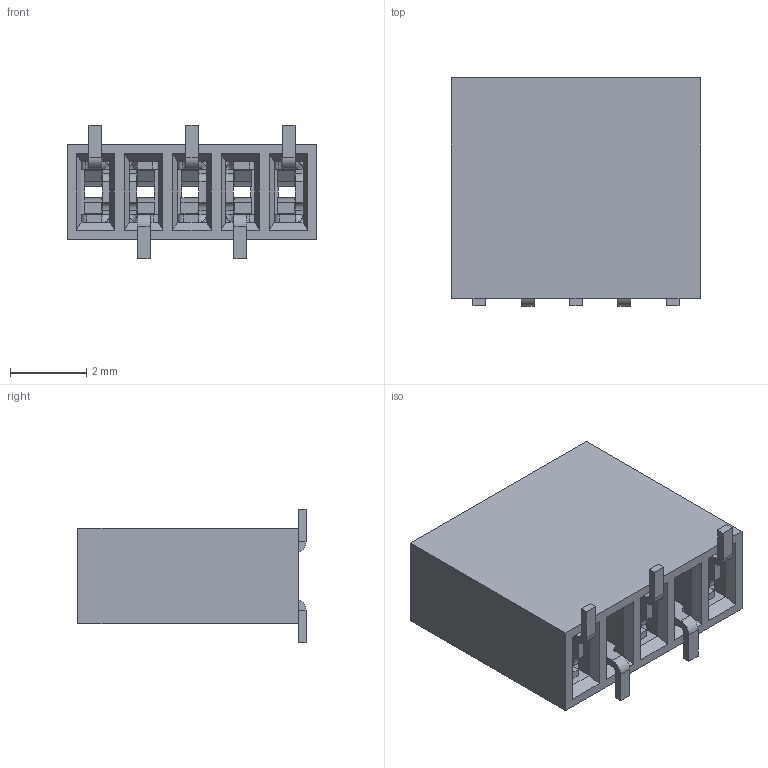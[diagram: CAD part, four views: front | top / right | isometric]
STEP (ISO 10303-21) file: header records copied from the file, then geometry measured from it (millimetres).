
FILE_DESCRIPTION(/* description */ (''),/* implementation_level */ '2;1');
FILE_NAME(/* name */ '7110-005-1-xx-00-xx.stp',/* time_stamp */ '2025-07-14T10:08:13+02:00',/* author */ ('andreas.larin'),/* organization */ (''),/* preprocessor_version */ 'ST-DEVELOPER v20',/* originating_system */ 'Autodesk Inventor 2025',/* authorisation */ '');
FILE_SCHEMA (('AUTOMOTIVE_DESIGN { 1 0 10303 214 3 1 1 }'));
Length unit declared in the file: millimetre
Products named in the file (1): 7110-005-1-xx-00-xx
Bounding box: 6.55 x 6 x 3.5 mm (x, y, z)
Volume: 69.5 mm3; surface area: 366.1 mm2
Topology: 6 solids, 6 shells, 596 faces, 1457 edges, 878 vertices
Faces by surface type: plane 381, cylinder 185, bspline 30
Entity records: 22437 total; most frequent: CARTESIAN_POINT 8462, ORIENTED_EDGE 2914, DIRECTION 2861, EDGE_CURVE 1457, LINE 987, VECTOR 987, AXIS2_PLACEMENT_3D 937, VERTEX_POINT 878
